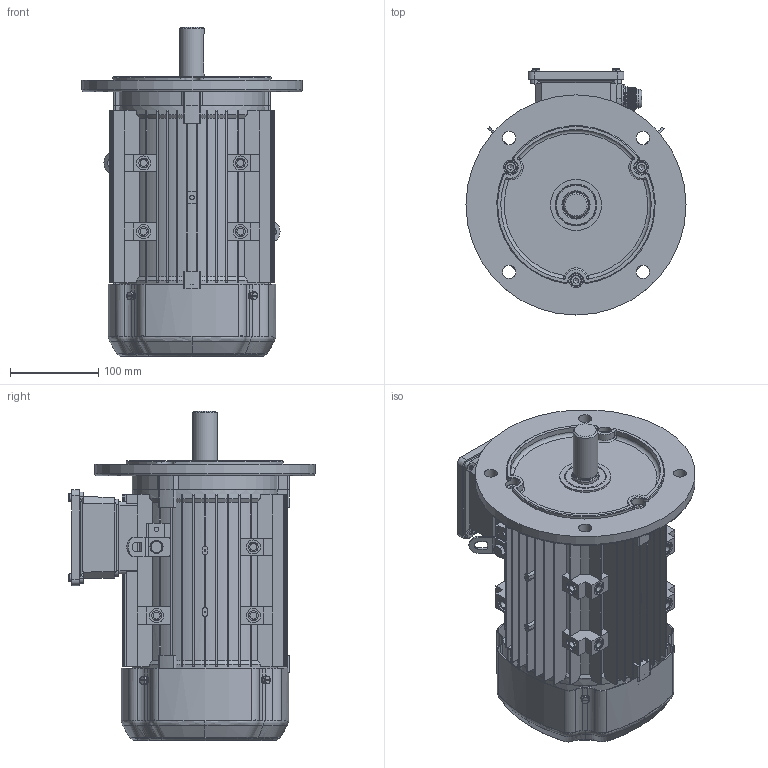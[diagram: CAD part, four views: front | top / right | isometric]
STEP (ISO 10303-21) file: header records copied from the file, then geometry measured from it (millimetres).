
FILE_DESCRIPTION(/* description */ (''),/* implementation_level */ '2;1');
FILE_NAME(/* name */ 'JL-100-B5.stp',/* time_stamp */ '2016-09-01T13:09:56+08:00',/* author */ (''),/* organization */ (''),/* preprocessor_version */ 'ST-DEVELOPER v16',/* originating_system */ 'SIEMENS PLM Software NX 10.0',/* authorisation */ '');
FILE_SCHEMA (('AUTOMOTIVE_DESIGN { 1 0 10303 214 3 1 1 1 }'));
Products named in the file (1): pc05908BCBsweq
Bounding box: 250 x 279.5 x 374 mm (x, y, z)
Volume: 1970474.2 mm3; surface area: 1084369.9 mm2
Topology: 47 solids, 47 shells, 4207 faces, 11584 edges, 7575 vertices
Faces by surface type: plane 2077, cylinder 1409, bspline 277, torus 247, cone 181, sphere 16
Full cylindrical faces by diameter (mm): 2 x4, 4 x11, 4.48 x9, 4.8 x4, 5 x21, 5.3 x3, 5.8 x14, 7.188 x3, 8 x27, 8.58 x2, 9 x2, 9.1 x3, 10 x6, 11 x12, 13 x7, 13.75 x1, 14.785 x2, 15 x4, 16 x15, 16.25 x2, 18.75 x5, 19.375 x6, 20 x13, 20.312 x1, 20.625 x6, 21.25 x6, 21.562 x1, 23.438 x5, 25 x5, 26.562 x1
Entity records: 178318 total; most frequent: CARTESIAN_POINT 75078, ORIENTED_EDGE 22014, DIRECTION 20202, EDGE_CURVE 11007, VERTEX_POINT 7358, AXIS2_PLACEMENT_3D 7214, LINE 5774, VECTOR 5774
